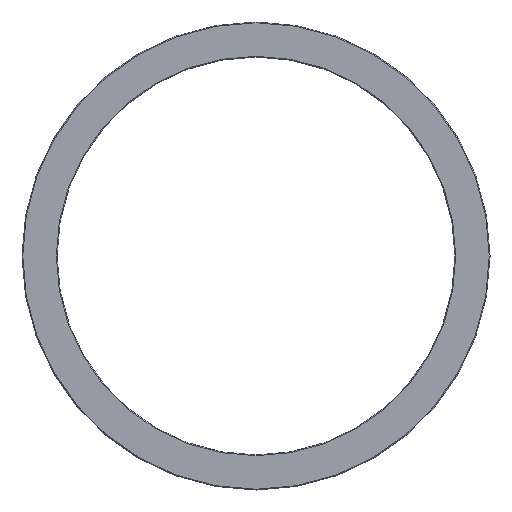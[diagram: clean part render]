
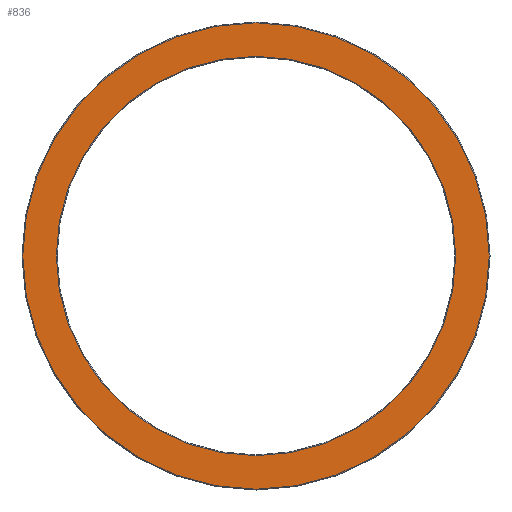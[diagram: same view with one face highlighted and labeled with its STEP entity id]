
A CAD part, front view. The second image highlights one B-rep face of the part: STEP entity #836.
In plain terms, the highlighted planar face has unit normal (0, -1, 0).
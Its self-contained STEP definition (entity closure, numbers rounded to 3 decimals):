
#14 = EDGE_LOOP ( 'NONE', ( #234, #201 ) ) ;
#22 = DIRECTION ( 'NONE',  ( 0., 0., -1. ) ) ;
#23 = DIRECTION ( 'NONE',  ( 0., 1., 0. ) ) ;
#24 = CARTESIAN_POINT ( 'NONE',  ( 0., 0., 0. ) ) ;
#49 = DIRECTION ( 'NONE',  ( 0., 0., -1. ) ) ;
#50 = DIRECTION ( 'NONE',  ( 0., -1., 0. ) ) ;
#51 = CARTESIAN_POINT ( 'NONE',  ( 0., 0., 0. ) ) ;
#112 = CARTESIAN_POINT ( 'NONE',  ( 0., 0., 76.8 ) ) ;
#114 = CARTESIAN_POINT ( 'NONE',  ( 0., 0., -89.7 ) ) ;
#117 = CARTESIAN_POINT ( 'NONE',  ( 0., 0., -76.8 ) ) ;
#121 = CARTESIAN_POINT ( 'NONE',  ( 0., 0., 89.7 ) ) ;
#199 = ORIENTED_EDGE ( 'NONE', *, *, #777, .T. ) ;
#201 = ORIENTED_EDGE ( 'NONE', *, *, #769, .T. ) ;
#202 = ORIENTED_EDGE ( 'NONE', *, *, #810, .T. ) ;
#234 = ORIENTED_EDGE ( 'NONE', *, *, #811, .T. ) ;
#284 = VERTEX_POINT ( 'NONE', #121 ) ;
#288 = VERTEX_POINT ( 'NONE', #117 ) ;
#291 = VERTEX_POINT ( 'NONE', #114 ) ;
#293 = VERTEX_POINT ( 'NONE', #112 ) ;
#308 = EDGE_LOOP ( 'NONE', ( #199, #202 ) ) ;
#437 = DIRECTION ( 'NONE',  ( 0., 0., -1. ) ) ;
#439 = PLANE ( 'NONE',  #728 ) ;
#440 = FACE_OUTER_BOUND ( 'NONE', #14, .T. ) ;
#442 = FACE_BOUND ( 'NONE', #308, .T. ) ;
#443 = CARTESIAN_POINT ( 'NONE',  ( -76.5, 0., 0. ) ) ;
#447 = DIRECTION ( 'NONE',  ( 0., -1., 0. ) ) ;
#571 = DIRECTION ( 'NONE',  ( 0., 0., -1. ) ) ;
#573 = DIRECTION ( 'NONE',  ( 0., -1., 0. ) ) ;
#574 = CARTESIAN_POINT ( 'NONE',  ( 0., 0., 0. ) ) ;
#576 = DIRECTION ( 'NONE',  ( 0., 0., -1. ) ) ;
#577 = DIRECTION ( 'NONE',  ( 0., 1., 0. ) ) ;
#578 = CARTESIAN_POINT ( 'NONE',  ( 0., 0., 0. ) ) ;
#597 = CIRCLE ( 'NONE', #606, 89.7 ) ;
#598 = AXIS2_PLACEMENT_3D ( 'NONE', #24, #23, #22 ) ;
#606 = AXIS2_PLACEMENT_3D ( 'NONE', #51, #50, #49 ) ;
#627 = CIRCLE ( 'NONE', #598, 76.8 ) ;
#662 = CIRCLE ( 'NONE', #668, 76.8 ) ;
#665 = CIRCLE ( 'NONE', #669, 89.7 ) ;
#668 = AXIS2_PLACEMENT_3D ( 'NONE', #578, #577, #576 ) ;
#669 = AXIS2_PLACEMENT_3D ( 'NONE', #574, #573, #571 ) ;
#728 = AXIS2_PLACEMENT_3D ( 'NONE', #443, #447, #437 ) ;
#769 = EDGE_CURVE ( 'NONE', #291, #284, #597, .T. ) ;
#777 = EDGE_CURVE ( 'NONE', #288, #293, #627, .T. ) ;
#810 = EDGE_CURVE ( 'NONE', #293, #288, #662, .T. ) ;
#811 = EDGE_CURVE ( 'NONE', #284, #291, #665, .T. ) ;
#836 = ADVANCED_FACE ( 'NONE', ( #442, #440 ), #439, .T. ) ;
